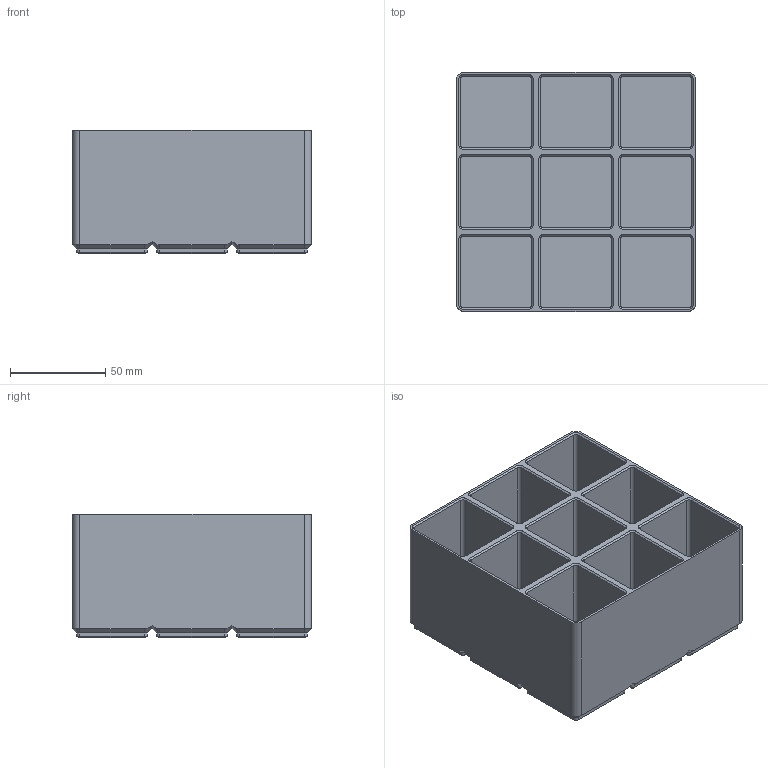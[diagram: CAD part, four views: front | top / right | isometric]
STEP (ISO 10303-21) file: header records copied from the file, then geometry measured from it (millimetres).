
FILE_DESCRIPTION(('Creo Elements/Direct Modeling STEP Export'),'2;1');
FILE_NAME('Gridfinity-3x3x65-01.stp','2023-02-08T 9:00:03',(''),(''),'Creo Elements/Direct Modeling STEP processor for AP214 (Solid Model)','Creo Elements/Direct Modeling 20.3A 20-Jun-2020 (C) Parametric Technology GmbH','');
FILE_SCHEMA(('AUTOMOTIVE_DESIGN { 1 0 10303 214 1 1 1 1 }'));
Length unit declared in the file: millimetre
Products named in the file (2): 3x3x65-01
Assembly tree (1 placements, depth 2):
  3x3x65-01
    3x3x65-01
Bounding box: 125.5 x 125.5 x 65 mm (x, y, z)
Volume: 273030.6 mm3; surface area: 144355.6 mm2
Topology: 1 solids, 1 shells, 603 faces, 1308 edges, 788 vertices
Faces by surface type: plane 275, cylinder 220, cone 108
Entity records: 17847 total; most frequent: CARTESIAN_POINT 4949, DIRECTION 2668, ORIENTED_EDGE 2616, EDGE_CURVE 1308, AXIS2_PLACEMENT_3D 956, VERTEX_POINT 788, VECTOR 756, LINE 756
